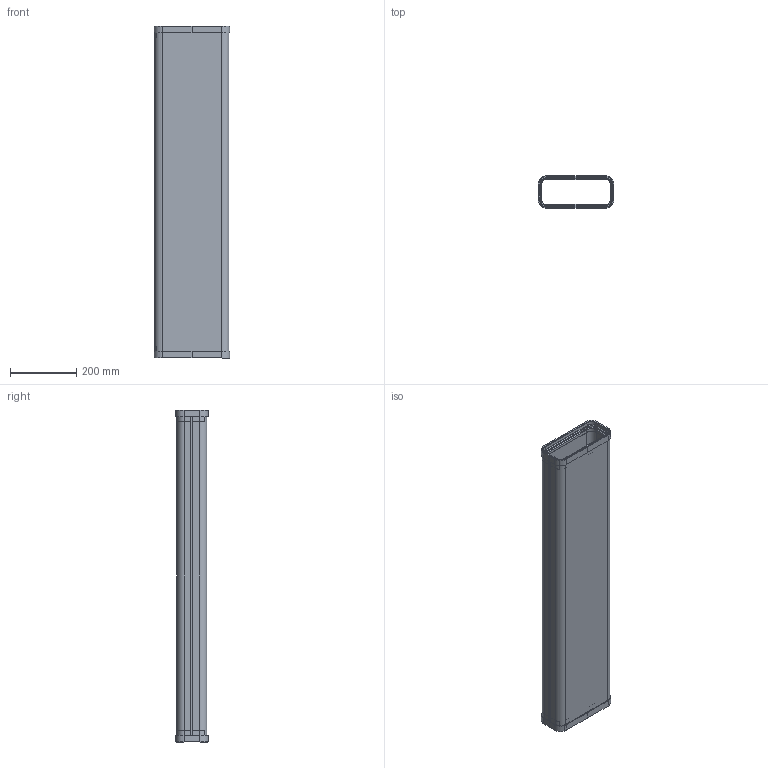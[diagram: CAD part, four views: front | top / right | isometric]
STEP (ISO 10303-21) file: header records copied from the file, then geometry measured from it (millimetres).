
FILE_DESCRIPTION(('STEP AP203'),'1');
FILE_NAME('V 4061003 SF-VRO 150 Flachkanalrohr 1000 mm.STP','2019-11-15T10:44:18',(' '),(' '),'Spatial InterOp 3D',' ',' ');
FILE_SCHEMA(('CONFIG_CONTROL_DESIGN'));
Length unit declared in the file: millimetre
Products named in the file (1): 1
Bounding box: 229 x 97 x 1002 mm (x, y, z)
Volume: 474867.3 mm3; surface area: 1307143.7 mm2
Topology: 1 solids, 1 shells, 283 faces, 635 edges, 354 vertices
Faces by surface type: plane 195, cylinder 56, cone 32
Entity records: 7611 total; most frequent: DIRECTION 1341, CARTESIAN_POINT 1273, ORIENTED_EDGE 1270, EDGE_CURVE 635, LINE 497, VECTOR 497, AXIS2_PLACEMENT_3D 422, VERTEX_POINT 354
